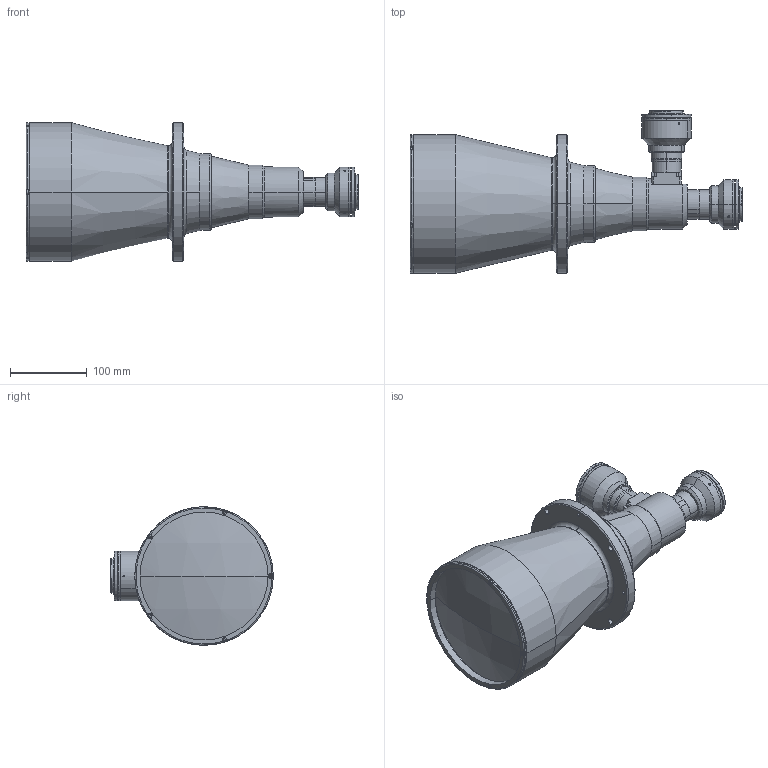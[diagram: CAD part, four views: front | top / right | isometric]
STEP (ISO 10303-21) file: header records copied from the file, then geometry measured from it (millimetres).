
FILE_DESCRIPTION (( 'STEP AP214' ), '1' );
FILE_NAME ('TCDP2MF4MF120.STEP', '2015-10-15T08:35:58', ( '' ), ( '' ), 'SwSTEP 2.0', 'SolidWorks 2013', '' );
FILE_SCHEMA (( 'AUTOMOTIVE_DESIGN' ));
Length unit declared in the file: millimetre
Products named in the file (1): TCDP2MF4MF120
Bounding box: 431.22 x 211.15 x 180 mm (x, y, z)
Surface area: 270025.7 mm2 (no closed solid volume)
Topology: 0 solids, 25 shells, 350 faces, 1048 edges, 724 vertices
Faces by surface type: cylinder 150, plane 125, cone 46, torus 25, sphere 4
Entity records: 16436 total; most frequent: CARTESIAN_POINT 2789, DIRECTION 2214, ORIENTED_EDGE 1773, EDGE_CURVE 1048, AXIS2_PLACEMENT_3D 871, VERTEX_POINT 724, CIRCLE 520, LINE 472
